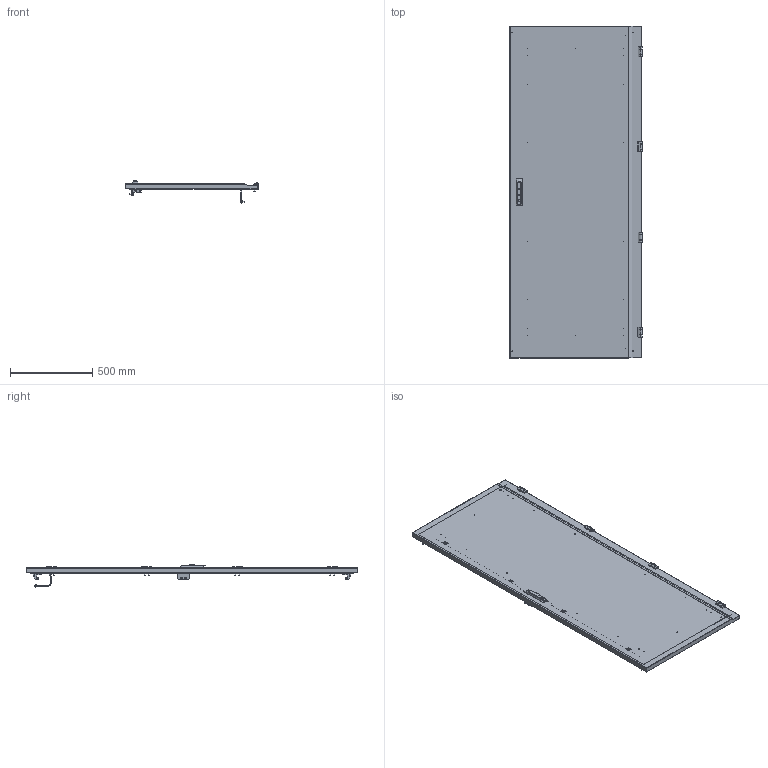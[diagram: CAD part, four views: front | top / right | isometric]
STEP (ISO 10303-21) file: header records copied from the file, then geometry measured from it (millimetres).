
FILE_DESCRIPTION (( 'STEP AP214' ), '1' );
FILE_NAME ('D2M800WP Äâåðü ãëóõàÿ_èçâ0038_06.19.step', '2020-11-05T13:53:29', ( '' ), ( '' ), 'SwSTEP 2.0', 'SolidWorks 2019', '' );
FILE_SCHEMA (( 'AUTOMOTIVE_DESIGN' ));
Length unit declared in the file: millimetre
Products named in the file (143): Êðîíøòåéí ïåòëè 1110-U122; AVT001.02.00.01 Äâåðü_èçâ0096_03.20_00; Áîëò ñî ñòîïîðíûìè çóáöàìè 100-277-02JB_Ì6õ6_EMKA; Ãàéêà ÃÎÑÒ 5915-70_6.6G.8; Îñü ïåòëè 1110-U122; AVT001.02.00.01 Äâåðü_èçâ0096_03.20; Ïåòëÿ 1110-U123; AVT001.00.00.08 ﾇ璋襃; Øïèëüêà 6õ20; Íàïðàâëÿþùàÿ òÿãè ïëîñêîé ILY03.35 Atos; AVT001.03.00.13 赶鎀鍧; Øïèëüêà 4õ12; Òÿãà çàìêà íèæíÿÿ Atos; ﾘ琺矜 65ﾃ 019 ﾃﾎﾑﾒ 6402-70_6; D6799_5; Âèíò ñàìîíàðåçàþùèé Ì6 DIN 7516À; Âèíò Ì6 ÃÎÑÒ17475-78; Òÿãà_â; Ãàéêà ÃÎÑÒ 5915-70; D6799_5_1; D2M800WP Äâåðü ãëóõàÿ_èçâ0038_06.19; AVT001.02.00.00 Äâåðü_èçâ0096_03.20_00; Òÿãà çàìêà âåðõíÿÿ Atos; Õîìóòèê ïåòëè 1110-U122; Íàêîíå÷èê êîëüöåâîé èçîëèðîâàííûé ÍÊÈ 6,0; Òÿãà ñ ðîëèêîì ILM01.21.820 Atos; 1000-67-02; 砎鍒鍱 PE_00; Ðó÷êà îòêèäíàÿ Atos; 1121-01-08; ﾘ琺矜 01.019 ﾃﾎﾑﾒ11371-78_6; 1121-01-08_1; AVT001.00.00.08 青鲥颻00; 1121-01-07; AVT001.03.00.14 赶鎀鍧; AVT001.03.00.14 赶鎀鍧_01; AVT001.03.00.13 赶鎀鍧_00; 1000-67-02_1; ﾘ琺矜 6 ﾃﾎﾑﾒ 10463_81; 1121-98 ...
Assembly tree (104 placements, depth 5):
  Êðîíøòåéí ïåòëè 1110-U122
  Áîëò ñî ñòîïîðíûìè çóáöàìè 100-277-02JB_Ì6õ6_EMKA
  Áîëò ñî ñòîïîðíûìè çóáöàìè 100-277-02JB_Ì6õ6_EMKA
  Îñü ïåòëè 1110-U122
  AVT001.02.00.01 Äâåðü_èçâ0096_03.20
Bounding box: 804.29 x 2013 x 133.44 mm (x, y, z)
Volume: 3481539.3 mm3; surface area: 4328054.7 mm2
Topology: 96 solids, 96 shells, 2733 faces, 6979 edges, 4413 vertices
Faces by surface type: plane 1281, cylinder 956, cone 246, torus 120, bspline 92, sphere 38
Entity records: 64571 total; most frequent: CARTESIAN_POINT 15059, ORIENTED_EDGE 8860, DIRECTION 8787, EDGE_CURVE 4430, AXIS2_PLACEMENT_3D 3056, VERTEX_POINT 2857, LINE 2675, VECTOR 2675
